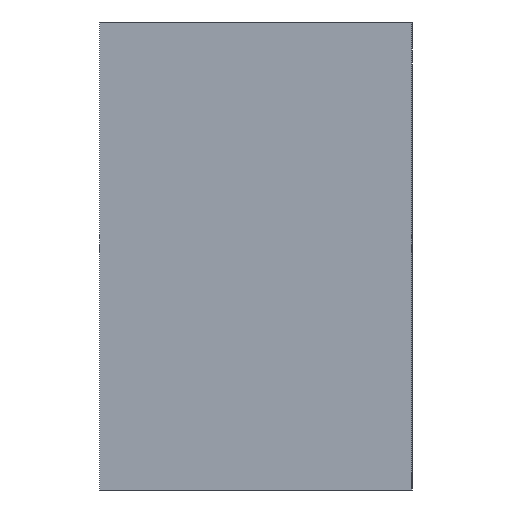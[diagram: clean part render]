
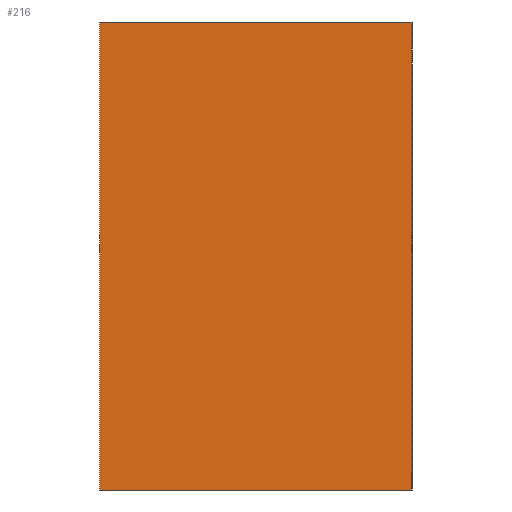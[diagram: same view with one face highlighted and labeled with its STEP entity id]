
A CAD part, left-side view. The second image highlights one B-rep face of the part: STEP entity #216.
In plain terms, the highlighted planar face has unit normal (-1, 0, 0).
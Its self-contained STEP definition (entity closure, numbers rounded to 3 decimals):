
#18 = DIRECTION ( 'NONE',  ( 0., -1., 0. ) ) ;
#153 = ORIENTED_EDGE ( 'NONE', *, *, #1296, .T. ) ;
#165 = LINE ( 'NONE', #577, #977 ) ;
#216 = ADVANCED_FACE ( 'NONE', ( #774 ), #989, .T. ) ;
#235 = DIRECTION ( 'NONE',  ( 0., 0., 1. ) ) ;
#253 = LINE ( 'NONE', #491, #505 ) ;
#359 = EDGE_CURVE ( 'NONE', #1203, #595, #1323, .T. ) ;
#360 = CARTESIAN_POINT ( 'NONE',  ( 0., 0., 0. ) ) ;
#370 = DIRECTION ( 'NONE',  ( 0., 0., 1. ) ) ;
#374 = DIRECTION ( 'NONE',  ( 0., 0., 1. ) ) ;
#375 = DIRECTION ( 'NONE',  ( 0., -1., 0. ) ) ;
#394 = EDGE_CURVE ( 'NONE', #899, #595, #1018, .T. ) ;
#413 = ORIENTED_EDGE ( 'NONE', *, *, #359, .F. ) ;
#479 = CARTESIAN_POINT ( 'NONE',  ( 0., 0., -12. ) ) ;
#491 = CARTESIAN_POINT ( 'NONE',  ( 0., 0., -12. ) ) ;
#505 = VECTOR ( 'NONE', #375, 1000. ) ;
#545 = CARTESIAN_POINT ( 'NONE',  ( 0., 0., -12. ) ) ;
#577 = CARTESIAN_POINT ( 'NONE',  ( 0., 8., -12. ) ) ;
#595 = VERTEX_POINT ( 'NONE', #740 ) ;
#654 = CARTESIAN_POINT ( 'NONE',  ( 0., 8., 0. ) ) ;
#740 = CARTESIAN_POINT ( 'NONE',  ( 0., 0., 0. ) ) ;
#767 = CARTESIAN_POINT ( 'NONE',  ( 0., 8., -12. ) ) ;
#774 = FACE_OUTER_BOUND ( 'NONE', #1129, .T. ) ;
#819 = VECTOR ( 'NONE', #374, 1000. ) ;
#899 = VERTEX_POINT ( 'NONE', #479 ) ;
#977 = VECTOR ( 'NONE', #370, 1000. ) ;
#989 = PLANE ( 'NONE',  #1043 ) ;
#1018 = LINE ( 'NONE', #1130, #819 ) ;
#1043 = AXIS2_PLACEMENT_3D ( 'NONE', #545, #1307, #235 ) ;
#1056 = EDGE_CURVE ( 'NONE', #1134, #1203, #165, .T. ) ;
#1129 = EDGE_LOOP ( 'NONE', ( #413, #1236, #153, #1264 ) ) ;
#1130 = CARTESIAN_POINT ( 'NONE',  ( 0., 0., -12. ) ) ;
#1134 = VERTEX_POINT ( 'NONE', #767 ) ;
#1203 = VERTEX_POINT ( 'NONE', #654 ) ;
#1236 = ORIENTED_EDGE ( 'NONE', *, *, #1056, .F. ) ;
#1264 = ORIENTED_EDGE ( 'NONE', *, *, #394, .T. ) ;
#1296 = EDGE_CURVE ( 'NONE', #1134, #899, #253, .T. ) ;
#1307 = DIRECTION ( 'NONE',  ( -1., 0., 0. ) ) ;
#1323 = LINE ( 'NONE', #360, #1332 ) ;
#1332 = VECTOR ( 'NONE', #18, 1000. ) ;
